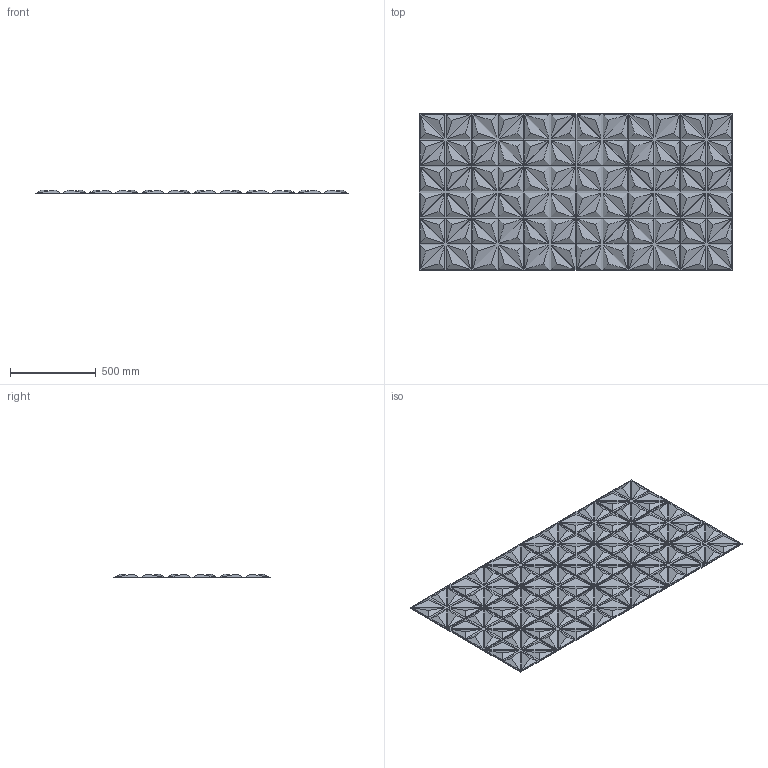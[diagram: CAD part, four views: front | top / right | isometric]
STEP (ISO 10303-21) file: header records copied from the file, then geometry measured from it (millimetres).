
FILE_DESCRIPTION (( 'STEP AP214' ), '1' );
FILE_NAME ('TILE FACETED STAR.STEP', '2020-01-24T18:32:23', ( '' ), ( '' ), 'SwSTEP 2.0', 'SolidWorks 2018', '' );
FILE_SCHEMA (( 'AUTOMOTIVE_DESIGN' ));
Length unit declared in the file: inch
Products named in the file (1): TILE FACETED STAR
Bounding box: 1828.8 x 914.4 x 23.16 mm (x, y, z)
Volume: 16035933.2 mm3; surface area: 3589662.2 mm2
Topology: 18 solids, 18 shells, 540 faces, 1080 edges, 720 vertices
Faces by surface type: plane 540
Entity records: 20541 total; most frequent: CARTESIAN_POINT 2341, DIRECTION 2162, ORIENTED_EDGE 2160, EDGE_CURVE 1080, LINE 1080, VECTOR 1080, VERTEX_POINT 720, EDGE_LOOP 684
